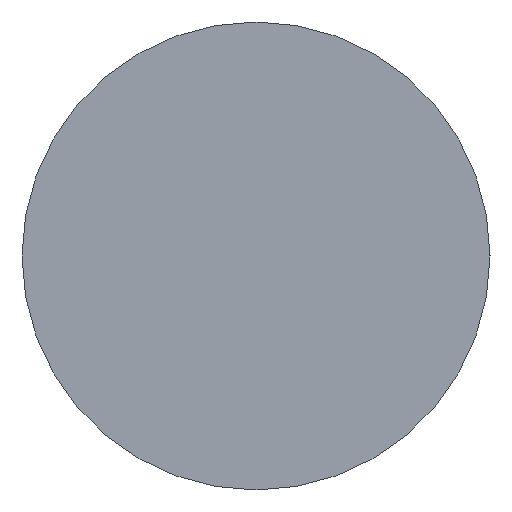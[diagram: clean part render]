
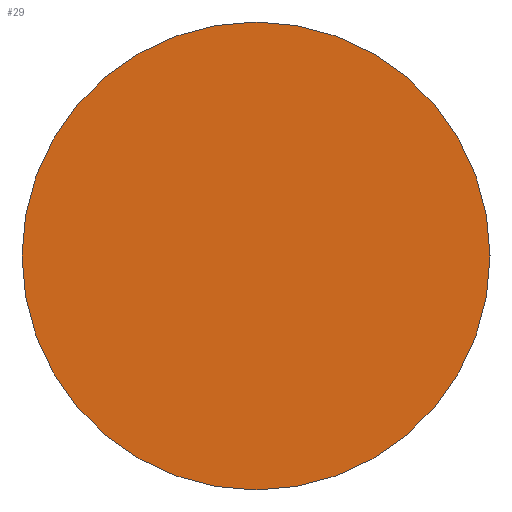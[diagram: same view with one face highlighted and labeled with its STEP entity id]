
A CAD part, left-side view. The second image highlights one B-rep face of the part: STEP entity #29.
In plain terms, the highlighted planar face has unit normal (-1, 0, 0).
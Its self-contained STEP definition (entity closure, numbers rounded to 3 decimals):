
#9 = CIRCLE ( 'NONE', #127, 4.763 ) ;
#10 = VERTEX_POINT ( 'NONE', #43 ) ;
#14 = CIRCLE ( 'NONE', #153, 4.763 ) ;
#20 = FACE_OUTER_BOUND ( 'NONE', #62, .T. ) ;
#22 = EDGE_CURVE ( 'NONE', #104, #10, #9, .T. ) ;
#24 = DIRECTION ( 'NONE',  ( 1., 0., 0. ) ) ;
#29 = ADVANCED_FACE ( 'NONE', ( #20 ), #128, .F. ) ;
#34 = DIRECTION ( 'NONE',  ( 0., 0., -1. ) ) ;
#43 = CARTESIAN_POINT ( 'NONE',  ( 0., 0., 4.763 ) ) ;
#58 = CARTESIAN_POINT ( 'NONE',  ( 0., 0., -4.763 ) ) ;
#61 = ORIENTED_EDGE ( 'NONE', *, *, #175, .F. ) ;
#62 = EDGE_LOOP ( 'NONE', ( #61, #166 ) ) ;
#73 = DIRECTION ( 'NONE',  ( 0., 0., -1. ) ) ;
#77 = DIRECTION ( 'NONE',  ( 0., 0., -1. ) ) ;
#89 = DIRECTION ( 'NONE',  ( 1., 0., 0. ) ) ;
#91 = DIRECTION ( 'NONE',  ( 1., 0., 0. ) ) ;
#104 = VERTEX_POINT ( 'NONE', #58 ) ;
#106 = CARTESIAN_POINT ( 'NONE',  ( 0., 0., 0. ) ) ;
#123 = AXIS2_PLACEMENT_3D ( 'NONE', #152, #24, #77 ) ;
#127 = AXIS2_PLACEMENT_3D ( 'NONE', #165, #91, #73 ) ;
#128 = PLANE ( 'NONE',  #123 ) ;
#152 = CARTESIAN_POINT ( 'NONE',  ( 0., 0., 0. ) ) ;
#153 = AXIS2_PLACEMENT_3D ( 'NONE', #106, #89, #34 ) ;
#165 = CARTESIAN_POINT ( 'NONE',  ( 0., 0., 0. ) ) ;
#166 = ORIENTED_EDGE ( 'NONE', *, *, #22, .F. ) ;
#175 = EDGE_CURVE ( 'NONE', #10, #104, #14, .T. ) ;
